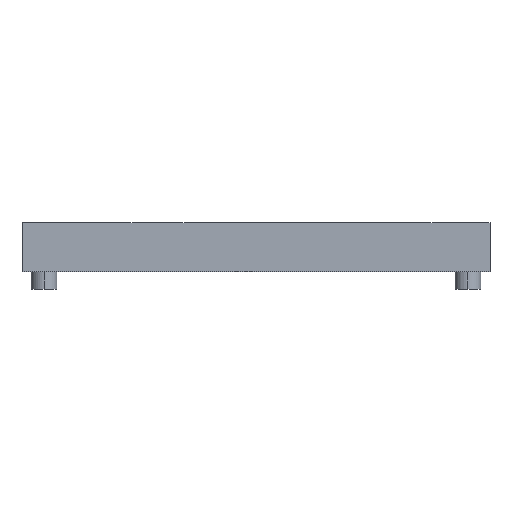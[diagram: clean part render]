
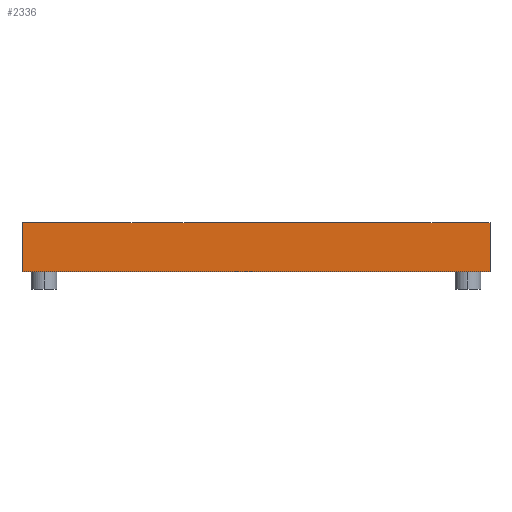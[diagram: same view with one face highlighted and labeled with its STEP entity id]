
A CAD part, left-side view. The second image highlights one B-rep face of the part: STEP entity #2336.
In plain terms, the highlighted planar face has unit normal (-1, 0, 0).
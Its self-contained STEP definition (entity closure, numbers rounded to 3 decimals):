
#38 = CARTESIAN_POINT ( 'NONE',  ( -52.5, 52.5, 4. ) ) ;
#67 = EDGE_CURVE ( 'NONE', #1992, #1813, #1955, .T. ) ;
#177 = EDGE_CURVE ( 'NONE', #1992, #2150, #536, .T. ) ;
#238 = LINE ( 'NONE', #38, #839 ) ;
#536 = LINE ( 'NONE', #1466, #2318 ) ;
#675 = CARTESIAN_POINT ( 'NONE',  ( -52.5, -52.5, 15. ) ) ;
#746 = CARTESIAN_POINT ( 'NONE',  ( -52.5, -52.5, 4. ) ) ;
#819 = ORIENTED_EDGE ( 'NONE', *, *, #2456, .F. ) ;
#826 = DIRECTION ( 'NONE',  ( 0., 1., 0. ) ) ;
#837 = DIRECTION ( 'NONE',  ( 0., 0., -1. ) ) ;
#839 = VECTOR ( 'NONE', #826, 1000. ) ;
#881 = CARTESIAN_POINT ( 'NONE',  ( -52.5, 52.5, 4. ) ) ;
#886 = VECTOR ( 'NONE', #1017, 1000. ) ;
#982 = ORIENTED_EDGE ( 'NONE', *, *, #67, .F. ) ;
#1017 = DIRECTION ( 'NONE',  ( 0., -1., 0. ) ) ;
#1109 = EDGE_CURVE ( 'NONE', #1813, #1550, #2463, .T. ) ;
#1264 = DIRECTION ( 'NONE',  ( 0., 0., -1. ) ) ;
#1466 = CARTESIAN_POINT ( 'NONE',  ( -52.5, 52.5, 15. ) ) ;
#1550 = VERTEX_POINT ( 'NONE', #746 ) ;
#1577 = DIRECTION ( 'NONE',  ( 0., 0., -1. ) ) ;
#1621 = CARTESIAN_POINT ( 'NONE',  ( -52.5, 52.5, 15. ) ) ;
#1743 = CARTESIAN_POINT ( 'NONE',  ( -52.5, -52.5, 15. ) ) ;
#1749 = PLANE ( 'NONE',  #1807 ) ;
#1763 = VECTOR ( 'NONE', #1577, 1000. ) ;
#1804 = ORIENTED_EDGE ( 'NONE', *, *, #1109, .F. ) ;
#1807 = AXIS2_PLACEMENT_3D ( 'NONE', #1621, #2378, #837 ) ;
#1813 = VERTEX_POINT ( 'NONE', #675 ) ;
#1955 = LINE ( 'NONE', #2320, #886 ) ;
#1974 = FACE_OUTER_BOUND ( 'NONE', #2390, .T. ) ;
#1992 = VERTEX_POINT ( 'NONE', #2188 ) ;
#2150 = VERTEX_POINT ( 'NONE', #881 ) ;
#2188 = CARTESIAN_POINT ( 'NONE',  ( -52.5, 52.5, 15. ) ) ;
#2248 = ORIENTED_EDGE ( 'NONE', *, *, #177, .T. ) ;
#2318 = VECTOR ( 'NONE', #1264, 1000. ) ;
#2320 = CARTESIAN_POINT ( 'NONE',  ( -52.5, 52.5, 15. ) ) ;
#2336 = ADVANCED_FACE ( 'NONE', ( #1974 ), #1749, .F. ) ;
#2378 = DIRECTION ( 'NONE',  ( 1., 0., 0. ) ) ;
#2390 = EDGE_LOOP ( 'NONE', ( #819, #1804, #982, #2248 ) ) ;
#2456 = EDGE_CURVE ( 'NONE', #1550, #2150, #238, .T. ) ;
#2463 = LINE ( 'NONE', #1743, #1763 ) ;
